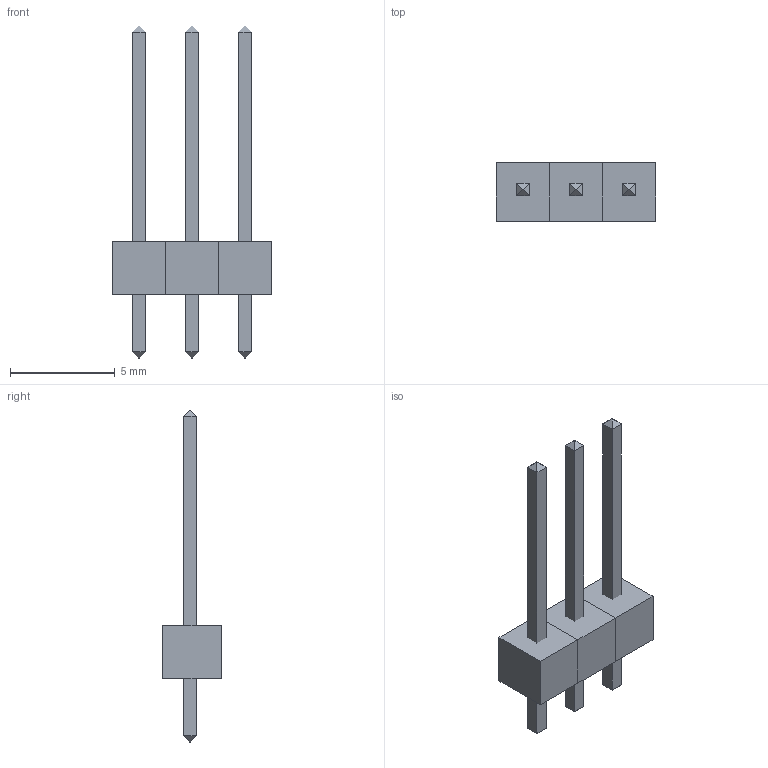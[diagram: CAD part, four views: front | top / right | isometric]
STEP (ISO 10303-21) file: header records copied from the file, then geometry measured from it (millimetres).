
FILE_DESCRIPTION(/* description */ ('STEP AP214'),/* implementation_level */ '2;1');
FILE_NAME(/* name */ '612d8ef004bc8b0ddb54a9fb',/* time_stamp */ '2021-08-31T02:07:44+00:00',/* author */ (''),/* organization */ (''),/* preprocessor_version */ 'ST-DEVELOPER v18.1',/* originating_system */ ' ',/* authorisation */ ' ');
FILE_SCHEMA (('AUTOMOTIVE_DESIGN {1 0 10303 214 3 1 1}'));
Length unit declared in the file: metre
Products named in the file (3): 75160-195-03LF; Shroud; Pin
Assembly tree (6 placements, depth 2):
  75160-195-03LF
    Shroud  x3
    Pin  x3
Bounding box: 7.62 x 2.8 x 15.88 mm (x, y, z)
Volume: 72.1 mm3; surface area: 241 mm2
Topology: 6 solids, 6 shells, 60 faces, 120 edges, 72 vertices
Faces by surface type: plane 60
Entity records: 608 total; most frequent: DIRECTION 94, CARTESIAN_POINT 91, ORIENTED_EDGE 80, EDGE_CURVE 40, LINE 40, VECTOR 40, AXIS2_PLACEMENT_3D 27, VERTEX_POINT 24
